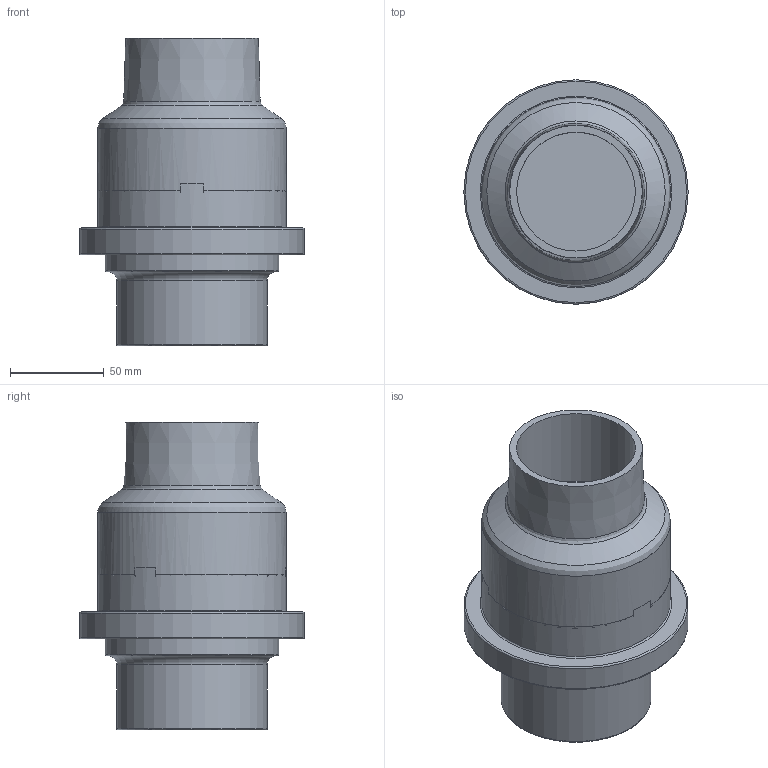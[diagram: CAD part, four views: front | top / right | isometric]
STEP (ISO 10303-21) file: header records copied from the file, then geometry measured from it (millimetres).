
FILE_DESCRIPTION (( 'STEP AP214' ), '1' );
FILE_NAME ('7150.STEP', '2014-09-23T15:15:40', ( 'eb' ), ( '' ), 'SwSTEP 2.0', 'SolidWorks 2013', '' );
FILE_SCHEMA (( 'AUTOMOTIVE_DESIGN' ));
Length unit declared in the file: inch
Products named in the file (1): 7150
Bounding box: 119.84 x 119.84 x 164.36 mm (x, y, z)
Surface area: 121314.9 mm2 (no closed solid volume)
Topology: 0 solids, 2 shells, 46 faces, 102 edges, 65 vertices
Faces by surface type: plane 21, torus 9, cylinder 7, cone 5, bspline 4
Full cylindrical faces by diameter (mm): 63.5 x2, 80.315 x1, 92.659 x1, 100.787 x2, 119.837 x1
Entity records: 2279 total; most frequent: CARTESIAN_POINT 1370, DIRECTION 182, ORIENTED_EDGE 136, AXIS2_PLACEMENT_3D 79, EDGE_LOOP 74, EDGE_CURVE 74, FACE_OUTER_BOUND 63, VERTEX_POINT 59
